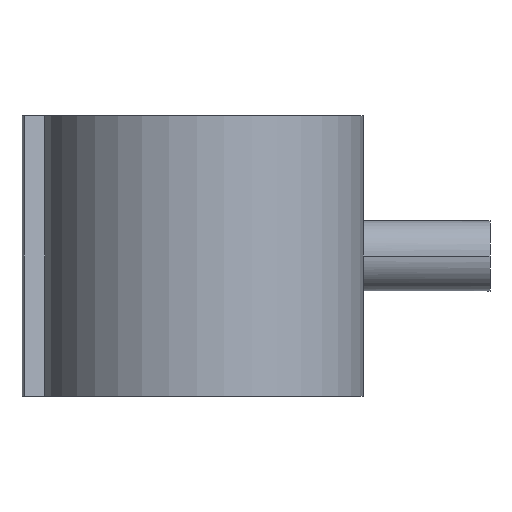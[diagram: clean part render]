
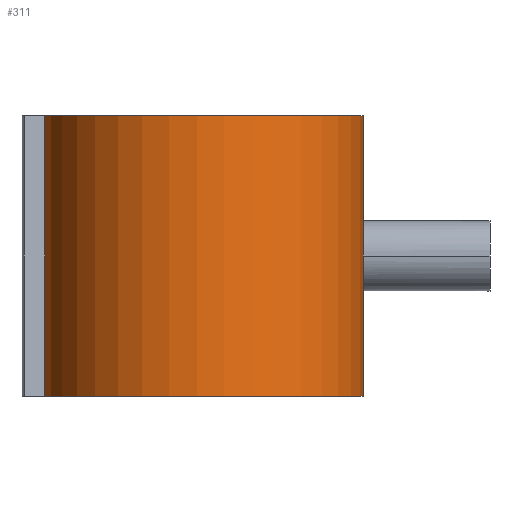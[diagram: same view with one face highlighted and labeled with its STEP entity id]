
A CAD part, front view. The second image highlights one B-rep face of the part: STEP entity #311.
In plain terms, the highlighted cylindrical face has radius 73.167 mm (diameter 146.333 mm), a partial arc.
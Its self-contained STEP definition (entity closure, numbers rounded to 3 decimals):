
#223 = EDGE_CURVE( '', #229, #337, #592, .T. );
#229 = VERTEX_POINT( '', #599 );
#311 = ADVANCED_FACE( '', ( #693 ), #694, .T. );
#337 = VERTEX_POINT( '', #720 );
#349 = EDGE_CURVE( '', #229, #537, #733, .T. );
#405 = EDGE_CURVE( '', #337, #475, #794, .T. );
#475 = VERTEX_POINT( '', #870 );
#483 = EDGE_CURVE( '', #475, #537, #879, .T. );
#537 = VERTEX_POINT( '', #939 );
#592 = LINE( '', #991, #992 );
#599 = CARTESIAN_POINT( '', ( -72.534, -9.6, 64. ) );
#693 = FACE_OUTER_BOUND( '', #1185, .T. );
#694 = CYLINDRICAL_SURFACE( '', #1186, 73.167 );
#720 = CARTESIAN_POINT( '', ( -72.534, -9.6, -64. ) );
#733 = CIRCLE( '', #1238, 73.167 );
#794 = CIRCLE( '', #1401, 73.167 );
#870 = CARTESIAN_POINT( '', ( 72.534, 9.6, -64. ) );
#879 = LINE( '', #1588, #1589 );
#939 = CARTESIAN_POINT( '', ( 72.534, 9.6, 64. ) );
#991 = CARTESIAN_POINT( '', ( -72.534, -9.6, 64. ) );
#992 = VECTOR( '', #1830, 1. );
#1185 = EDGE_LOOP( '', ( #1971, #1972, #1973, #1974 ) );
#1186 = AXIS2_PLACEMENT_3D( '', #1975, #1976, #1977 );
#1238 = AXIS2_PLACEMENT_3D( '', #1998, #1999, #2000 );
#1401 = AXIS2_PLACEMENT_3D( '', #2085, #2086, #2087 );
#1588 = CARTESIAN_POINT( '', ( 72.534, 9.6, 64. ) );
#1589 = VECTOR( '', #2179, 1. );
#1830 = DIRECTION( '', ( 0., 0., -1. ) );
#1971 = ORIENTED_EDGE( '', *, *, #483, .T. );
#1972 = ORIENTED_EDGE( '', *, *, #349, .F. );
#1973 = ORIENTED_EDGE( '', *, *, #223, .T. );
#1974 = ORIENTED_EDGE( '', *, *, #405, .T. );
#1975 = CARTESIAN_POINT( '', ( 0., 0., 64. ) );
#1976 = DIRECTION( '', ( 0., 0., 1. ) );
#1977 = DIRECTION( '', ( -0.991, -0.131, 0. ) );
#1998 = CARTESIAN_POINT( '', ( 0., 0., 64. ) );
#1999 = DIRECTION( '', ( 0., 0., 1. ) );
#2000 = DIRECTION( '', ( -0.991, -0.131, 0. ) );
#2085 = CARTESIAN_POINT( '', ( 0., 0., -64. ) );
#2086 = DIRECTION( '', ( 0., 0., 1. ) );
#2087 = DIRECTION( '', ( -0.991, -0.131, 0. ) );
#2179 = DIRECTION( '', ( 0., 0., 1. ) );
